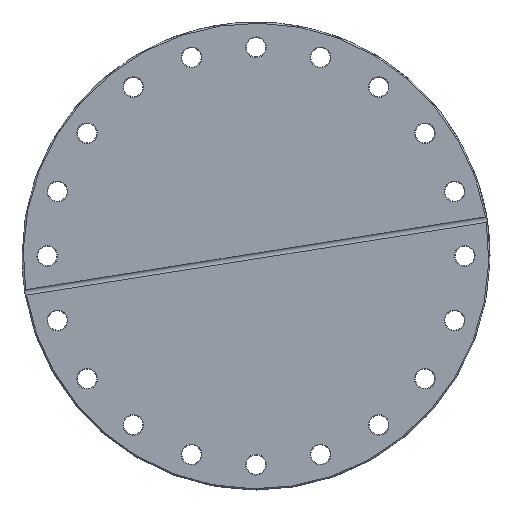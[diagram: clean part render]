
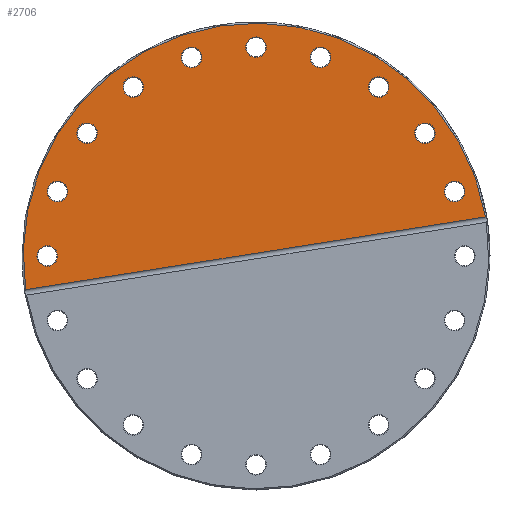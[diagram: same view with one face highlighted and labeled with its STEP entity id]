
A CAD part, front view. The second image highlights one B-rep face of the part: STEP entity #2706.
In plain terms, the highlighted planar face has unit normal (0, -1, 0).
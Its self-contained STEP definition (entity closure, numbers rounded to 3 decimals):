
#100=PLANE('',#2925);
#125=FACE_BOUND('',#779,.T.);
#126=FACE_BOUND('',#780,.T.);
#127=FACE_BOUND('',#781,.T.);
#128=FACE_BOUND('',#782,.T.);
#129=FACE_BOUND('',#783,.T.);
#130=FACE_BOUND('',#784,.T.);
#131=FACE_BOUND('',#785,.T.);
#132=FACE_BOUND('',#786,.T.);
#133=FACE_BOUND('',#787,.T.);
#134=FACE_BOUND('',#788,.T.);
#218=LINE('',#3764,#335);
#335=VECTOR('',#3078,10.);
#588=FACE_OUTER_BOUND('',#778,.T.);
#778=EDGE_LOOP('',(#2393,#2394));
#779=EDGE_LOOP('',(#2395));
#780=EDGE_LOOP('',(#2396));
#781=EDGE_LOOP('',(#2397));
#782=EDGE_LOOP('',(#2398));
#783=EDGE_LOOP('',(#2399));
#784=EDGE_LOOP('',(#2400));
#785=EDGE_LOOP('',(#2401));
#786=EDGE_LOOP('',(#2402));
#787=EDGE_LOOP('',(#2403));
#788=EDGE_LOOP('',(#2404));
#944=CIRCLE('',#2803,101.);
#1021=CIRCLE('',#2926,4.45);
#1022=CIRCLE('',#2927,4.45);
#1023=CIRCLE('',#2928,4.45);
#1024=CIRCLE('',#2929,4.45);
#1025=CIRCLE('',#2930,4.45);
#1026=CIRCLE('',#2931,4.45);
#1027=CIRCLE('',#2932,4.45);
#1028=CIRCLE('',#2933,4.45);
#1029=CIRCLE('',#2934,4.45);
#1030=CIRCLE('',#2935,4.45);
#1193=VERTEX_POINT('',#3754);
#1194=VERTEX_POINT('',#3763);
#1388=VERTEX_POINT('',#16373);
#1389=VERTEX_POINT('',#16375);
#1390=VERTEX_POINT('',#16377);
#1391=VERTEX_POINT('',#16379);
#1392=VERTEX_POINT('',#16381);
#1393=VERTEX_POINT('',#16383);
#1394=VERTEX_POINT('',#16385);
#1395=VERTEX_POINT('',#16387);
#1396=VERTEX_POINT('',#16389);
#1397=VERTEX_POINT('',#16391);
#1467=EDGE_CURVE('',#1194,#1193,#218,.T.);
#1473=EDGE_CURVE('',#1194,#1193,#944,.T.);
#1754=EDGE_CURVE('',#1388,#1388,#1021,.T.);
#1755=EDGE_CURVE('',#1389,#1389,#1022,.T.);
#1756=EDGE_CURVE('',#1390,#1390,#1023,.T.);
#1757=EDGE_CURVE('',#1391,#1391,#1024,.T.);
#1758=EDGE_CURVE('',#1392,#1392,#1025,.T.);
#1759=EDGE_CURVE('',#1393,#1393,#1026,.T.);
#1760=EDGE_CURVE('',#1394,#1394,#1027,.T.);
#1761=EDGE_CURVE('',#1395,#1395,#1028,.T.);
#1762=EDGE_CURVE('',#1396,#1396,#1029,.T.);
#1763=EDGE_CURVE('',#1397,#1397,#1030,.T.);
#2393=ORIENTED_EDGE('',*,*,#1473,.F.);
#2394=ORIENTED_EDGE('',*,*,#1467,.T.);
#2395=ORIENTED_EDGE('',*,*,#1754,.F.);
#2396=ORIENTED_EDGE('',*,*,#1755,.F.);
#2397=ORIENTED_EDGE('',*,*,#1756,.F.);
#2398=ORIENTED_EDGE('',*,*,#1757,.F.);
#2399=ORIENTED_EDGE('',*,*,#1758,.F.);
#2400=ORIENTED_EDGE('',*,*,#1759,.F.);
#2401=ORIENTED_EDGE('',*,*,#1760,.F.);
#2402=ORIENTED_EDGE('',*,*,#1761,.F.);
#2403=ORIENTED_EDGE('',*,*,#1762,.F.);
#2404=ORIENTED_EDGE('',*,*,#1763,.F.);
#2706=ADVANCED_FACE('',(#588,#125,#126,#127,#128,#129,#130,#131,#132,#133,
#134),#100,.T.);
#2803=AXIS2_PLACEMENT_3D('',#3786,#3088,#3089);
#2925=AXIS2_PLACEMENT_3D('',#16372,#3447,#3448);
#2926=AXIS2_PLACEMENT_3D('',#16374,#3449,#3450);
#2927=AXIS2_PLACEMENT_3D('',#16376,#3451,#3452);
#2928=AXIS2_PLACEMENT_3D('',#16378,#3453,#3454);
#2929=AXIS2_PLACEMENT_3D('',#16380,#3455,#3456);
#2930=AXIS2_PLACEMENT_3D('',#16382,#3457,#3458);
#2931=AXIS2_PLACEMENT_3D('',#16384,#3459,#3460);
#2932=AXIS2_PLACEMENT_3D('',#16386,#3461,#3462);
#2933=AXIS2_PLACEMENT_3D('',#16388,#3463,#3464);
#2934=AXIS2_PLACEMENT_3D('',#16390,#3465,#3466);
#2935=AXIS2_PLACEMENT_3D('',#16392,#3467,#3468);
#3078=DIRECTION('',(0.988,0.,0.156));
#3088=DIRECTION('center_axis',(0.,1.,0.));
#3089=DIRECTION('ref_axis',(-1.,0.,0.));
#3447=DIRECTION('center_axis',(0.,-1.,0.));
#3448=DIRECTION('ref_axis',(0.,0.,-1.));
#3449=DIRECTION('center_axis',(0.,-1.,0.));
#3450=DIRECTION('ref_axis',(-0.309,0.,0.951));
#3451=DIRECTION('center_axis',(0.,-1.,0.));
#3452=DIRECTION('ref_axis',(-0.809,0.,0.588));
#3453=DIRECTION('center_axis',(0.,-1.,0.));
#3454=DIRECTION('ref_axis',(-1.,0.,0.));
#3455=DIRECTION('center_axis',(0.,-1.,0.));
#3456=DIRECTION('ref_axis',(-0.809,0.,-0.588));
#3457=DIRECTION('center_axis',(0.,-1.,0.));
#3458=DIRECTION('ref_axis',(-0.309,0.,-0.951));
#3459=DIRECTION('center_axis',(0.,-1.,0.));
#3460=DIRECTION('ref_axis',(0.,0.,-1.));
#3461=DIRECTION('center_axis',(0.,-1.,0.));
#3462=DIRECTION('ref_axis',(-0.588,0.,-0.809));
#3463=DIRECTION('center_axis',(0.,-1.,0.));
#3464=DIRECTION('ref_axis',(-0.951,0.,-0.309));
#3465=DIRECTION('center_axis',(0.,-1.,0.));
#3466=DIRECTION('ref_axis',(-0.951,0.,0.309));
#3467=DIRECTION('center_axis',(0.,-1.,0.));
#3468=DIRECTION('ref_axis',(-0.588,0.,0.809));
#3754=CARTESIAN_POINT('',(99.562,0.,16.984));
#3763=CARTESIAN_POINT('',(-99.937,0.,-14.614));
#3764=CARTESIAN_POINT('',(100.063,0.,17.063));
#3786=CARTESIAN_POINT('Origin',(0.,0.,0.));
#16372=CARTESIAN_POINT('Origin',(-101.5,0.,0.));
#16373=CARTESIAN_POINT('',(87.493,0.,23.749));
#16374=CARTESIAN_POINT('Origin',(86.118,0.,27.981));
#16375=CARTESIAN_POINT('',(56.824,0.,70.641));
#16376=CARTESIAN_POINT('Origin',(53.224,0.,73.256));
#16377=CARTESIAN_POINT('',(4.45,0.,90.55));
#16378=CARTESIAN_POINT('Origin',(0.,0.,90.55));
#16379=CARTESIAN_POINT('',(-49.624,0.,75.872));
#16380=CARTESIAN_POINT('Origin',(-53.224,0.,73.256));
#16381=CARTESIAN_POINT('',(-84.743,0.,32.214));
#16382=CARTESIAN_POINT('Origin',(-86.118,0.,27.981));
#16383=CARTESIAN_POINT('',(-90.55,0.,4.45));
#16384=CARTESIAN_POINT('Origin',(-90.55,0.,0.));
#16385=CARTESIAN_POINT('',(-70.641,0.,56.824));
#16386=CARTESIAN_POINT('Origin',(-73.256,0.,53.224));
#16387=CARTESIAN_POINT('',(-23.749,0.,87.493));
#16388=CARTESIAN_POINT('Origin',(-27.981,0.,86.118));
#16389=CARTESIAN_POINT('',(32.214,0.,84.743));
#16390=CARTESIAN_POINT('Origin',(27.981,0.,86.118));
#16391=CARTESIAN_POINT('',(75.872,0.,49.624));
#16392=CARTESIAN_POINT('Origin',(73.256,0.,53.224));
